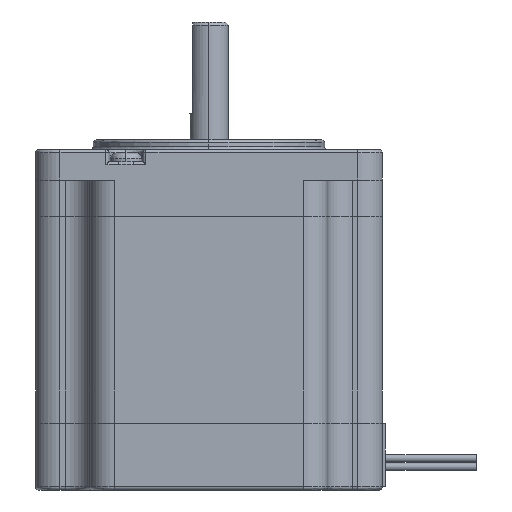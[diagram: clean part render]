
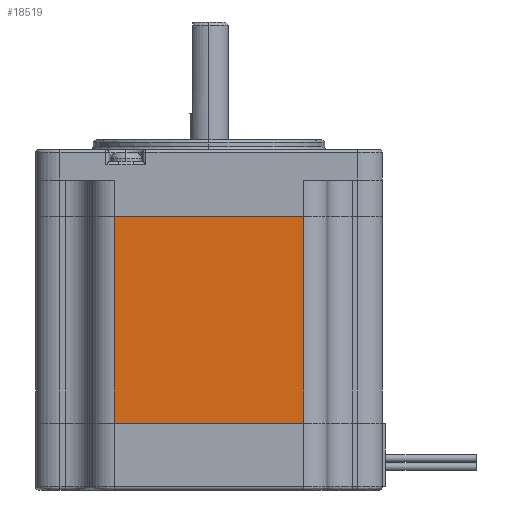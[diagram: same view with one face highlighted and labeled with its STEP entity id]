
A CAD part, left-side view. The second image highlights one B-rep face of the part: STEP entity #18519.
In plain terms, the highlighted planar face has unit normal (-1, 0, 0).
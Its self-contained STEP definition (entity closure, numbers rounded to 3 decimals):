
#120 = DIRECTION ( 'NONE',  ( 0., 0., 1. ) ) ;
#532 = ORIENTED_EDGE ( 'NONE', *, *, #15359, .F. ) ;
#1136 = CARTESIAN_POINT ( 'NONE',  ( -28.5, 15.57, 11.01 ) ) ;
#1439 = CARTESIAN_POINT ( 'NONE',  ( -28.5, -15.57, 44.99 ) ) ;
#1583 = VECTOR ( 'NONE', #120, 1000. ) ;
#3324 = EDGE_CURVE ( 'NONE', #16285, #11758, #15673, .T. ) ;
#3970 = EDGE_CURVE ( 'NONE', #18402, #16285, #5562, .T. ) ;
#4088 = FACE_OUTER_BOUND ( 'NONE', #11140, .T. ) ;
#4536 = CARTESIAN_POINT ( 'NONE',  ( -28.5, 28.5, 56. ) ) ;
#5052 = ORIENTED_EDGE ( 'NONE', *, *, #3324, .F. ) ;
#5147 = VECTOR ( 'NONE', #12993, 1000. ) ;
#5562 = LINE ( 'NONE', #11130, #1583 ) ;
#6040 = DIRECTION ( 'NONE',  ( 0., 0., -1. ) ) ;
#6101 = CARTESIAN_POINT ( 'NONE',  ( -28.5, -15.57, 11.01 ) ) ;
#6209 = LINE ( 'NONE', #8477, #13895 ) ;
#6222 = EDGE_CURVE ( 'NONE', #11758, #16705, #6209, .T. ) ;
#6311 = CARTESIAN_POINT ( 'NONE',  ( -28.5, 15.57, 44.99 ) ) ;
#6371 = CARTESIAN_POINT ( 'NONE',  ( -28.5, 0., 11.01 ) ) ;
#6434 = ORIENTED_EDGE ( 'NONE', *, *, #6222, .F. ) ;
#6521 = AXIS2_PLACEMENT_3D ( 'NONE', #4536, #14665, #6040 ) ;
#8477 = CARTESIAN_POINT ( 'NONE',  ( -28.5, -15.57, 56. ) ) ;
#10241 = LINE ( 'NONE', #6371, #17569 ) ;
#11130 = CARTESIAN_POINT ( 'NONE',  ( -28.5, 15.57, 56. ) ) ;
#11140 = EDGE_LOOP ( 'NONE', ( #6434, #5052, #15753, #532 ) ) ;
#11758 = VERTEX_POINT ( 'NONE', #1439 ) ;
#12993 = DIRECTION ( 'NONE',  ( 0., -1., 0. ) ) ;
#13012 = CARTESIAN_POINT ( 'NONE',  ( -28.5, 28.5, 44.99 ) ) ;
#13241 = PLANE ( 'NONE',  #6521 ) ;
#13895 = VECTOR ( 'NONE', #16850, 1000. ) ;
#14665 = DIRECTION ( 'NONE',  ( 1., 0., 0. ) ) ;
#15359 = EDGE_CURVE ( 'NONE', #16705, #18402, #10241, .T. ) ;
#15673 = LINE ( 'NONE', #13012, #5147 ) ;
#15753 = ORIENTED_EDGE ( 'NONE', *, *, #3970, .F. ) ;
#16285 = VERTEX_POINT ( 'NONE', #6311 ) ;
#16295 = DIRECTION ( 'NONE',  ( 0., 1., 0. ) ) ;
#16705 = VERTEX_POINT ( 'NONE', #6101 ) ;
#16850 = DIRECTION ( 'NONE',  ( 0., 0., -1. ) ) ;
#17569 = VECTOR ( 'NONE', #16295, 1000. ) ;
#18402 = VERTEX_POINT ( 'NONE', #1136 ) ;
#18519 = ADVANCED_FACE ( 'NONE', ( #4088 ), #13241, .F. ) ;
